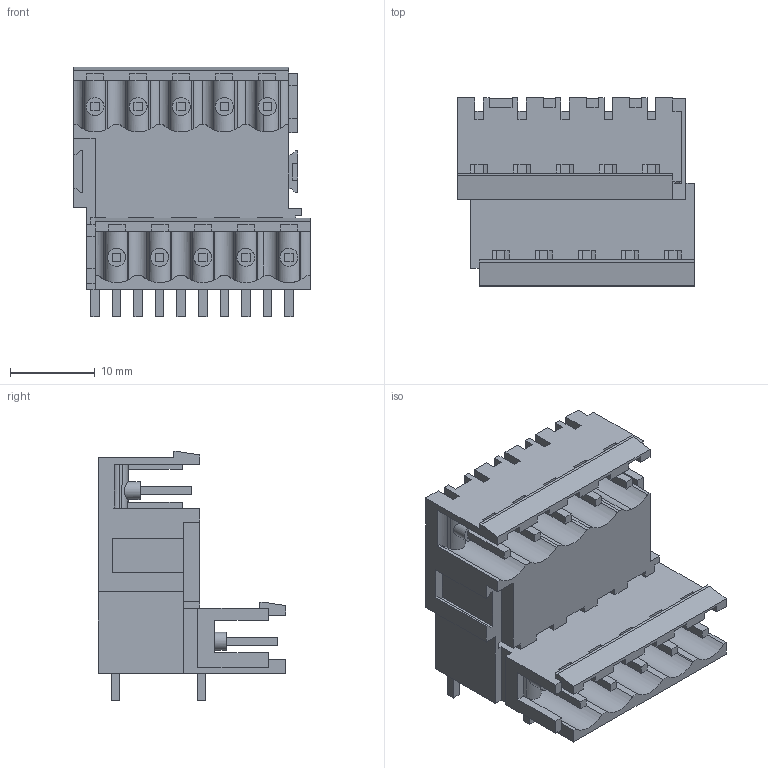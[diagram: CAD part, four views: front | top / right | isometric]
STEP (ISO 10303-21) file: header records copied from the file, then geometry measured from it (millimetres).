
FILE_DESCRIPTION(('CATIA V5R22 STEP214','CAx-IF Rec.Pracs.--- Model Styling and Organization---1.4--- 2014-01-23'),'2;1');
FILE_NAME ('D1454932_1_1725200000_1725200000.stp','2023-03-17T12:51:36+00:00',('none'),('Weidmueller'),'CATIA Version 5-6 Release 2016 SP3 HF44','CATIA V5 STEP AP214','none');
FILE_SCHEMA(('AUTOMOTIVE_DESIGN { 1 0 10303 214 1 1 1 1 }'));
Length unit declared in the file: millimetre
Products named in the file (1): 1725200000
Bounding box: 27.94 x 22.16 x 29.41 mm (x, y, z)
Volume: 5964.6 mm3; surface area: 7369.1 mm2
Topology: 11 solids, 11 shells, 431 faces, 1352 edges, 914 vertices
Faces by surface type: plane 357, cylinder 74
Entity records: 15040 total; most frequent: CARTESIAN_POINT 3656, ORIENTED_EDGE 2704, DIRECTION 1831, EDGE_CURVE 1352, VECTOR 1134, LINE 1134, VERTEX_POINT 914, EDGE_LOOP 452
